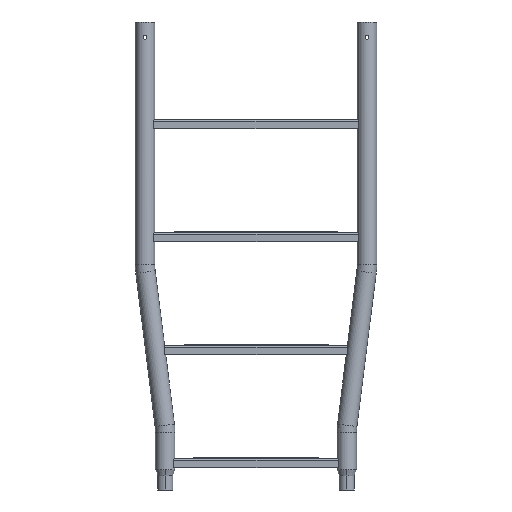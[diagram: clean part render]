
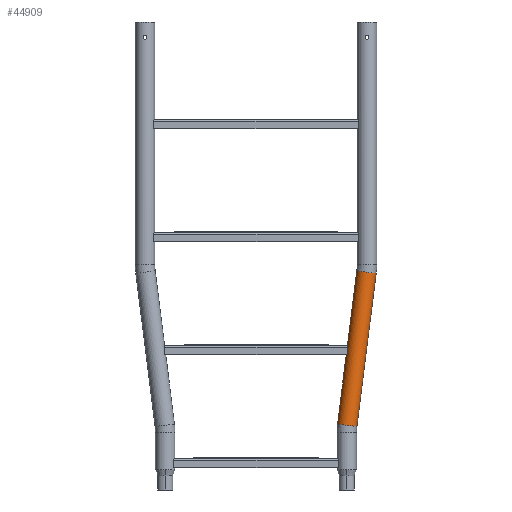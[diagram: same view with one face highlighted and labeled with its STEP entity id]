
A CAD part, left-side view. The second image highlights one B-rep face of the part: STEP entity #44909.
In plain terms, the highlighted cylindrical face has radius 24.15 mm (diameter 48.3 mm), a partial arc.
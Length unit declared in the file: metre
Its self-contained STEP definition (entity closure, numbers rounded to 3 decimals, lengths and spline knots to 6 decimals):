
#239 = CARTESIAN_POINT ( 'NONE',  ( 0., -0.202166, 0.113508 ) ) ;
#574 = AXIS2_PLACEMENT_3D ( 'NONE', #4219, #53986, #60141 ) ;
#4219 = CARTESIAN_POINT ( 'NONE',  ( 0., -0.226127, 0.110493 ) ) ;
#11444 = AXIS2_PLACEMENT_3D ( 'NONE', #78201, #46888, #72026 ) ;
#11843 = EDGE_CURVE ( 'NONE', #65788, #68780, #79876, .T. ) ;
#12977 = DIRECTION ( 'NONE',  ( 0., -0.125, 0.992 ) ) ;
#15246 = EDGE_CURVE ( 'NONE', #68976, #65788, #62763, .T. ) ;
#16777 = AXIS2_PLACEMENT_3D ( 'NONE', #37816, #61319, #24667 ) ;
#22300 = FACE_OUTER_BOUND ( 'NONE', #30683, .T. ) ;
#22430 = VECTOR ( 'NONE', #12977, 1. ) ;
#24667 = DIRECTION ( 'NONE',  ( 1., 0., 0. ) ) ;
#27030 = ORIENTED_EDGE ( 'NONE', *, *, #67103, .T. ) ;
#28505 = CIRCLE ( 'NONE', #11444, 0.02415 ) ;
#30683 = EDGE_LOOP ( 'NONE', ( #67515, #27030, #51061, #67089 ) ) ;
#32343 = CARTESIAN_POINT ( 'NONE',  ( 0., -0.297834, 0.486987 ) ) ;
#37816 = CARTESIAN_POINT ( 'NONE',  ( 0., -0.273873, 0.490001 ) ) ;
#37840 = LINE ( 'NONE', #62971, #81377 ) ;
#44909 = ADVANCED_FACE ( 'NONE', ( #22300 ), #78699, .T. ) ;
#46888 = DIRECTION ( 'NONE',  ( 0., -0.125, 0.992 ) ) ;
#51061 = ORIENTED_EDGE ( 'NONE', *, *, #66423, .T. ) ;
#52017 = CARTESIAN_POINT ( 'NONE',  ( 0., -0.249911, 0.493016 ) ) ;
#53986 = DIRECTION ( 'NONE',  ( 0., -0.125, 0.992 ) ) ;
#56794 = DIRECTION ( 'NONE',  ( 0., -0.125, 0.992 ) ) ;
#59069 = CARTESIAN_POINT ( 'NONE',  ( 0., -0.202166, 0.113508 ) ) ;
#60141 = DIRECTION ( 'NONE',  ( 0., -0.992, -0.125 ) ) ;
#60706 = VERTEX_POINT ( 'NONE', #66946 ) ;
#61319 = DIRECTION ( 'NONE',  ( 0., -0.125, 0.992 ) ) ;
#62763 = LINE ( 'NONE', #239, #22430 ) ;
#62971 = CARTESIAN_POINT ( 'NONE',  ( 0., -0.250089, 0.107479 ) ) ;
#65788 = VERTEX_POINT ( 'NONE', #52017 ) ;
#66423 = EDGE_CURVE ( 'NONE', #60706, #68780, #37840, .T. ) ;
#66946 = CARTESIAN_POINT ( 'NONE',  ( 0., -0.250089, 0.107479 ) ) ;
#67089 = ORIENTED_EDGE ( 'NONE', *, *, #11843, .F. ) ;
#67103 = EDGE_CURVE ( 'NONE', #68976, #60706, #28505, .T. ) ;
#67515 = ORIENTED_EDGE ( 'NONE', *, *, #15246, .F. ) ;
#68780 = VERTEX_POINT ( 'NONE', #32343 ) ;
#68976 = VERTEX_POINT ( 'NONE', #59069 ) ;
#72026 = DIRECTION ( 'NONE',  ( 1., 0., 0. ) ) ;
#78201 = CARTESIAN_POINT ( 'NONE',  ( 0., -0.226127, 0.110493 ) ) ;
#78699 = CYLINDRICAL_SURFACE ( 'NONE', #574, 0.02415 ) ;
#79876 = CIRCLE ( 'NONE', #16777, 0.02415 ) ;
#81377 = VECTOR ( 'NONE', #56794, 1. ) ;
